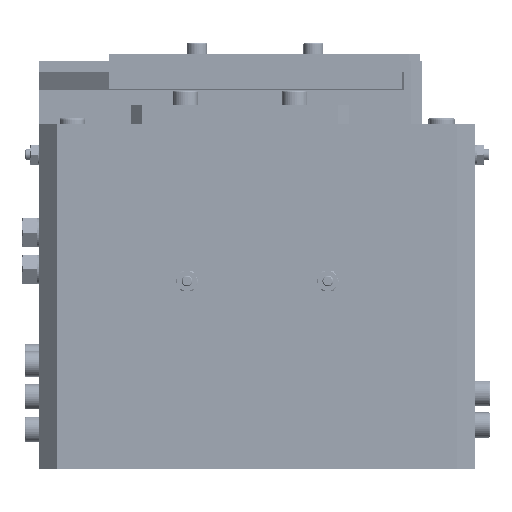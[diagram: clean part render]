
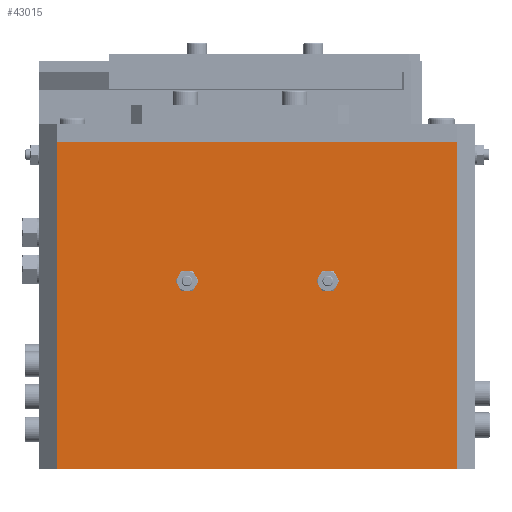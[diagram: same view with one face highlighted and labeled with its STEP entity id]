
A CAD part, left-side view. The second image highlights one B-rep face of the part: STEP entity #43015.
In plain terms, the highlighted planar face has unit normal (-1, 0, 0).
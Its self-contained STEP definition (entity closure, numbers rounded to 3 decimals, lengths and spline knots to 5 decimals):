
#6321=LINE('',#79481,#10610);
#6322=LINE('',#79484,#10611);
#6323=LINE('',#79486,#10612);
#6324=LINE('',#79488,#10613);
#10610=VECTOR('',#62030,1.);
#10611=VECTOR('',#62031,1.);
#10612=VECTOR('',#62032,1.);
#10613=VECTOR('',#62033,1.);
#21679=ORIENTED_EDGE('',*,*,#27495,.F.);
#21680=ORIENTED_EDGE('',*,*,#27496,.F.);
#21681=ORIENTED_EDGE('',*,*,#27497,.T.);
#21682=ORIENTED_EDGE('',*,*,#27498,.T.);
#21683=ORIENTED_EDGE('',*,*,#27499,.F.);
#21684=ORIENTED_EDGE('',*,*,#27500,.T.);
#27495=EDGE_CURVE('',#31425,#31425,#32579,.F.);
#27496=EDGE_CURVE('',#31426,#31426,#32580,.F.);
#27497=EDGE_CURVE('',#31427,#31428,#6321,.T.);
#27498=EDGE_CURVE('',#31428,#31429,#6322,.T.);
#27499=EDGE_CURVE('',#31430,#31429,#6323,.T.);
#27500=EDGE_CURVE('',#31430,#31427,#6324,.T.);
#31425=VERTEX_POINT('',#79478);
#31426=VERTEX_POINT('',#79480);
#31427=VERTEX_POINT('',#79482);
#31428=VERTEX_POINT('',#79483);
#31429=VERTEX_POINT('',#79485);
#31430=VERTEX_POINT('',#79487);
#32579=CIRCLE('',#50653,0.0018);
#32580=CIRCLE('',#50654,0.0018);
#35676=EDGE_LOOP('',(#21679));
#35677=EDGE_LOOP('',(#21680));
#35678=EDGE_LOOP('',(#21681,#21682,#21683,#21684));
#38874=FACE_BOUND('',#35676,.T.);
#38875=FACE_BOUND('',#35677,.T.);
#38876=FACE_BOUND('',#35678,.T.);
#40664=PLANE('',#50652);
#43015=ADVANCED_FACE('',(#38874,#38875,#38876),#40664,.F.);
#50652=AXIS2_PLACEMENT_3D('',#79476,#62024,#62025);
#50653=AXIS2_PLACEMENT_3D('',#79477,#62026,#62027);
#50654=AXIS2_PLACEMENT_3D('',#79479,#62028,#62029);
#62024=DIRECTION('',(1.,0.,0.));
#62025=DIRECTION('',(0.,1.,0.));
#62026=DIRECTION('',(1.,0.,0.));
#62027=DIRECTION('',(0.,1.,0.));
#62028=DIRECTION('',(1.,0.,0.));
#62029=DIRECTION('',(0.,1.,0.));
#62030=DIRECTION('',(0.,-1.,0.));
#62031=DIRECTION('',(0.,0.,1.));
#62032=DIRECTION('',(0.,-1.,0.));
#62033=DIRECTION('',(0.,0.,-1.));
#79476=CARTESIAN_POINT('',(-0.13,0.,0.09));
#79477=CARTESIAN_POINT('',(-0.13,-0.01939,0.05172));
#79478=CARTESIAN_POINT('',(-0.13,-0.01759,0.05172));
#79479=CARTESIAN_POINT('',(-0.13,0.01931,0.05172));
#79480=CARTESIAN_POINT('',(-0.13,0.02111,0.05172));
#79481=CARTESIAN_POINT('',(-0.13,0.,0.));
#79482=CARTESIAN_POINT('',(-0.13,0.055,0.));
#79483=CARTESIAN_POINT('',(-0.13,-0.055,0.));
#79484=CARTESIAN_POINT('',(-0.13,-0.055,0.09));
#79485=CARTESIAN_POINT('',(-0.13,-0.055,0.09));
#79486=CARTESIAN_POINT('',(-0.13,0.,0.09));
#79487=CARTESIAN_POINT('',(-0.13,0.055,0.09));
#79488=CARTESIAN_POINT('',(-0.13,0.055,0.));
